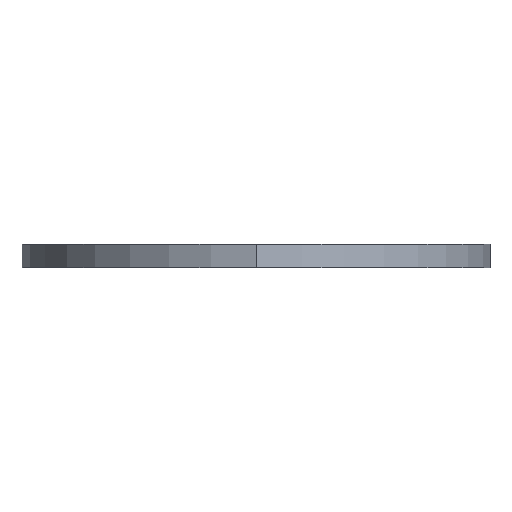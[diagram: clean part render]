
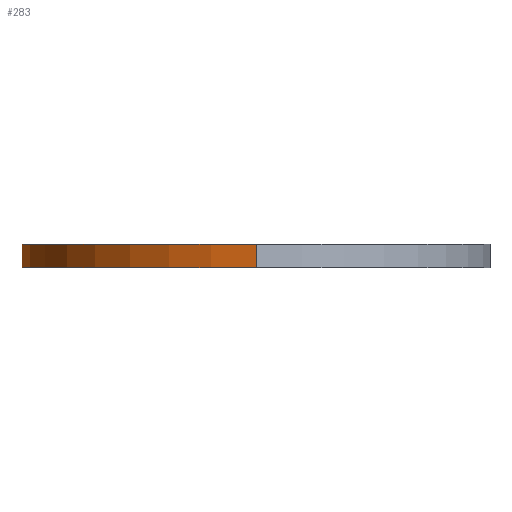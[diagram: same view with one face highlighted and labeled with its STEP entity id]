
A CAD part, left-side view. The second image highlights one B-rep face of the part: STEP entity #283.
In plain terms, the highlighted cylindrical face has radius 118.378 mm (diameter 236.756 mm), a partial arc.
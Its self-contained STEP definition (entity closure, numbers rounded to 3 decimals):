
#19 = CARTESIAN_POINT ( 'NONE',  ( -46.017, -6.677, 10. ) ) ;
#24 = CARTESIAN_POINT ( 'NONE',  ( 19.708, 91.779, 10. ) ) ;
#25 = ORIENTED_EDGE ( 'NONE', *, *, #415, .T. ) ;
#29 = FACE_OUTER_BOUND ( 'NONE', #911, .T. ) ;
#46 = DIRECTION ( 'NONE',  ( 0., 0., -1. ) ) ;
#82 = CARTESIAN_POINT ( 'NONE',  ( 19.708, 91.779, 10. ) ) ;
#103 = EDGE_CURVE ( 'NONE', #203, #772, #956, .T. ) ;
#115 = CYLINDRICAL_SURFACE ( 'NONE', #960, 118.378 ) ;
#157 = VERTEX_POINT ( 'NONE', #835 ) ;
#195 = EDGE_CURVE ( 'NONE', #203, #847, #604, .T. ) ;
#203 = VERTEX_POINT ( 'NONE', #82 ) ;
#217 = DIRECTION ( 'NONE',  ( 0., 0., -1. ) ) ;
#259 = ORIENTED_EDGE ( 'NONE', *, *, #195, .T. ) ;
#283 = ADVANCED_FACE ( 'NONE', ( #29 ), #115, .T. ) ;
#326 = DIRECTION ( 'NONE',  ( -1., 0., 0. ) ) ;
#327 = AXIS2_PLACEMENT_3D ( 'NONE', #507, #591, #899 ) ;
#349 = ORIENTED_EDGE ( 'NONE', *, *, #103, .F. ) ;
#415 = EDGE_CURVE ( 'NONE', #847, #157, #453, .T. ) ;
#433 = CARTESIAN_POINT ( 'NONE',  ( -162.954, 11.74, 10. ) ) ;
#453 = CIRCLE ( 'NONE', #327, 118.378 ) ;
#504 = CARTESIAN_POINT ( 'NONE',  ( 19.708, 91.779, 0. ) ) ;
#507 = CARTESIAN_POINT ( 'NONE',  ( -46.017, -6.677, 0. ) ) ;
#521 = DIRECTION ( 'NONE',  ( 0., 0., -1. ) ) ;
#541 = DIRECTION ( 'NONE',  ( -1., 0., 0. ) ) ;
#543 = AXIS2_PLACEMENT_3D ( 'NONE', #19, #678, #541 ) ;
#551 = CARTESIAN_POINT ( 'NONE',  ( -46.017, -6.677, 10. ) ) ;
#591 = DIRECTION ( 'NONE',  ( 0., 0., 1. ) ) ;
#592 = CARTESIAN_POINT ( 'NONE',  ( -162.954, 11.74, 10. ) ) ;
#604 = LINE ( 'NONE', #24, #855 ) ;
#622 = EDGE_CURVE ( 'NONE', #772, #157, #966, .T. ) ;
#678 = DIRECTION ( 'NONE',  ( 0., 0., 1. ) ) ;
#694 = ORIENTED_EDGE ( 'NONE', *, *, #622, .F. ) ;
#769 = VECTOR ( 'NONE', #217, 1000. ) ;
#772 = VERTEX_POINT ( 'NONE', #433 ) ;
#835 = CARTESIAN_POINT ( 'NONE',  ( -162.954, 11.74, 0. ) ) ;
#847 = VERTEX_POINT ( 'NONE', #504 ) ;
#855 = VECTOR ( 'NONE', #521, 1000. ) ;
#899 = DIRECTION ( 'NONE',  ( -1., 0., 0. ) ) ;
#911 = EDGE_LOOP ( 'NONE', ( #25, #694, #349, #259 ) ) ;
#956 = CIRCLE ( 'NONE', #543, 118.378 ) ;
#960 = AXIS2_PLACEMENT_3D ( 'NONE', #551, #46, #326 ) ;
#966 = LINE ( 'NONE', #592, #769 ) ;
